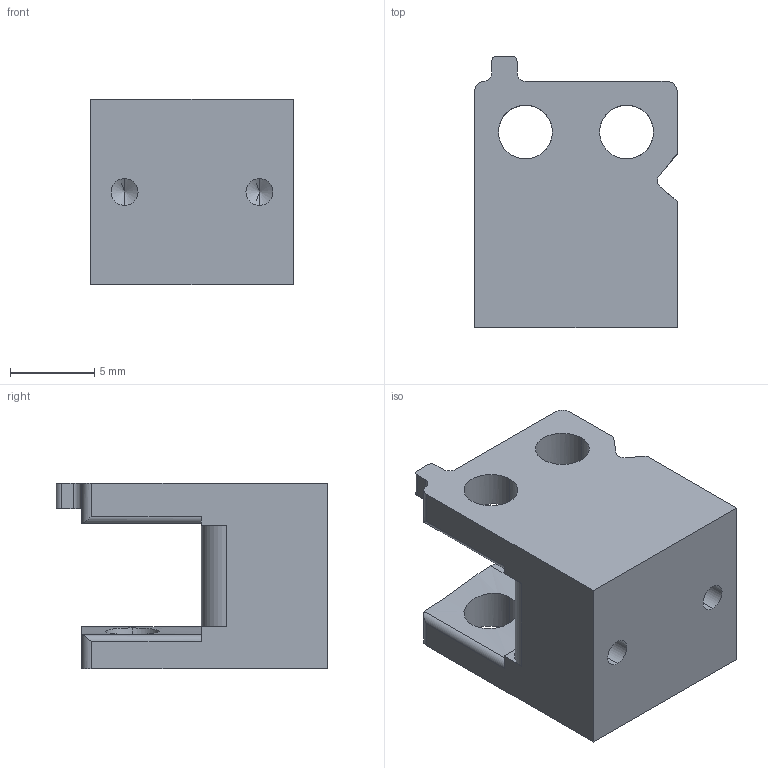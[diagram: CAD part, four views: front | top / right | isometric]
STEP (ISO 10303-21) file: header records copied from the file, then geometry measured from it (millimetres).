
FILE_DESCRIPTION (( 'STEP AP214' ), '1' );
FILE_NAME ('iris-lightshuttle.STEP', '2023-11-10T09:26:43', ( '' ), ( '' ), 'SwSTEP 2.0', 'SolidWorks 2022', '' );
FILE_SCHEMA (( 'AUTOMOTIVE_DESIGN' ));
Length unit declared in the file: millimetre
Products named in the file (1): iris-lightshuttle
Bounding box: 12 x 16.1 x 11 mm (x, y, z)
Volume: 1269 mm3; surface area: 1070.9 mm2
Topology: 1 solids, 1 shells, 62 faces, 174 edges, 112 vertices
Faces by surface type: cylinder 32, plane 22, cone 4, bspline 4
Entity records: 2304 total; most frequent: CARTESIAN_POINT 685, ORIENTED_EDGE 340, DIRECTION 290, EDGE_CURVE 170, VERTEX_POINT 112, AXIS2_PLACEMENT_3D 99, VECTOR 92, LINE 92
